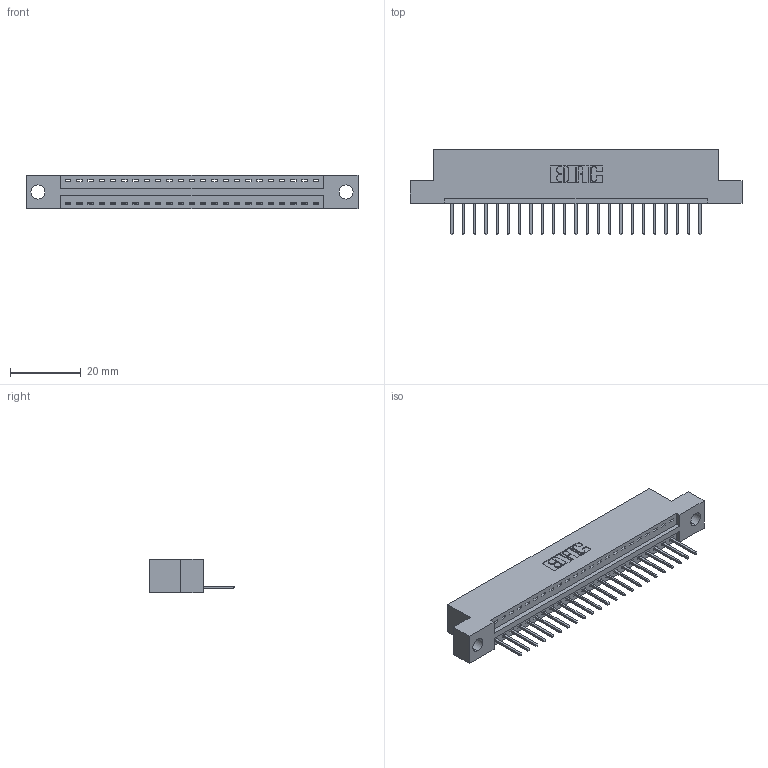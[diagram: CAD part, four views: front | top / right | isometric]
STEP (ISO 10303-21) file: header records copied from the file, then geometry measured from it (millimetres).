
FILE_DESCRIPTION (( 'STEP AP203' ), '1' );
FILE_NAME ('346-023-526-104.STEP', '2022-05-05T21:10:33', ( '' ), ( '' ), 'SwSTEP 2.0', 'SolidWorks 2020', '' );
FILE_SCHEMA (( 'CONFIG_CONTROL_DESIGN' ));
Length unit declared in the file: inch
Products named in the file (3): 346 Part_Flush Mounting Lugs - 0.156 Dia-TH; 346-023-526-104; 345-292-001_345-293-126
Assembly tree (24 placements, depth 2):
  346-023-526-104
    346 Part_Flush Mounting Lugs - 0.156 Dia-TH
    345-292-001_345-293-126  x23
Bounding box: 93.6 x 24.13 x 9.4 mm (x, y, z)
Volume: 8704.3 mm3; surface area: 10489.1 mm2
Topology: 24 solids, 24 shells, 1470 faces, 4413 edges, 2910 vertices
Faces by surface type: plane 1010, cylinder 460
Entity records: 17269 total; most frequent: CARTESIAN_POINT 2975, ORIENTED_EDGE 2930, DIRECTION 2647, EDGE_CURVE 1465, LINE 1241, VECTOR 1241, VERTEX_POINT 974, AXIS2_PLACEMENT_3D 703
